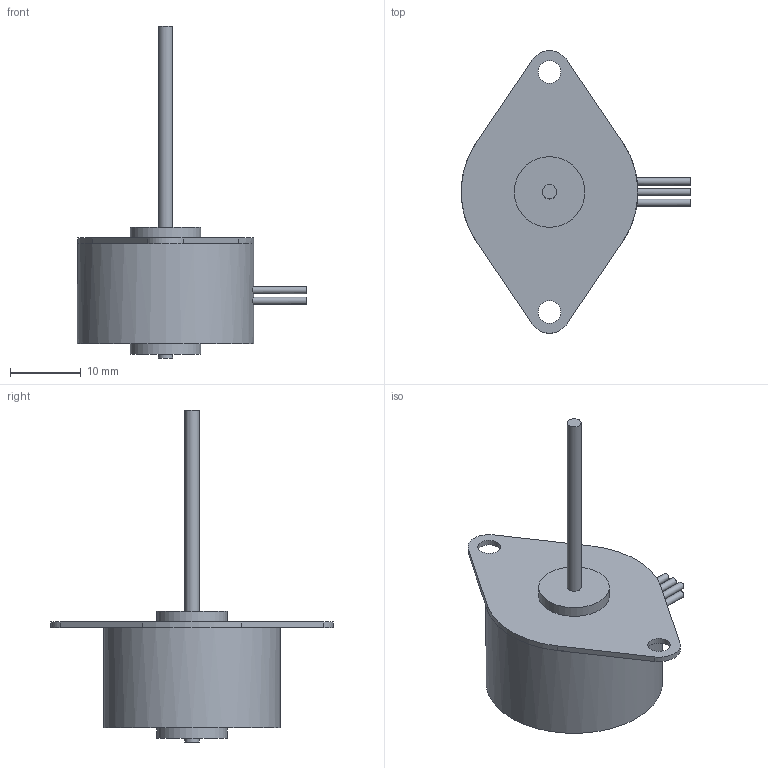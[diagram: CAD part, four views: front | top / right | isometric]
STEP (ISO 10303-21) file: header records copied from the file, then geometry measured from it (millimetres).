
FILE_DESCRIPTION((''),'2;1');
FILE_NAME('LSP2575M0506-M2x0.4.stp','2015-05-20T14:27:56',('schneid_a'),(''),'Autodesk Inventor 2010','Autodesk Inventor 2010','');
FILE_SCHEMA(('AUTOMOTIVE_DESIGN { 1 0 10303 214 1 1 1 1 }'));
Length unit declared in the file: millimetre
Products named in the file (1): LSP2575M
Bounding box: 32.5 x 40 x 47 mm (x, y, z)
Volume: 7831.9 mm3; surface area: 2876.3 mm2
Topology: 1 solids, 1 shells, 35 faces, 71 edges, 46 vertices
Faces by surface type: plane 18, cylinder 17
Full cylindrical faces by diameter (mm): 1 x6, 2 x2, 3.2 x2, 10 x2, 25 x1
Entity records: 1081 total; most frequent: CARTESIAN_POINT 328, DIRECTION 148, ORIENTED_EDGE 104, AXIS2_PLACEMENT_3D 66, EDGE_LOOP 62, EDGE_CURVE 52, VERTEX_POINT 42, STYLED_ITEM 36
